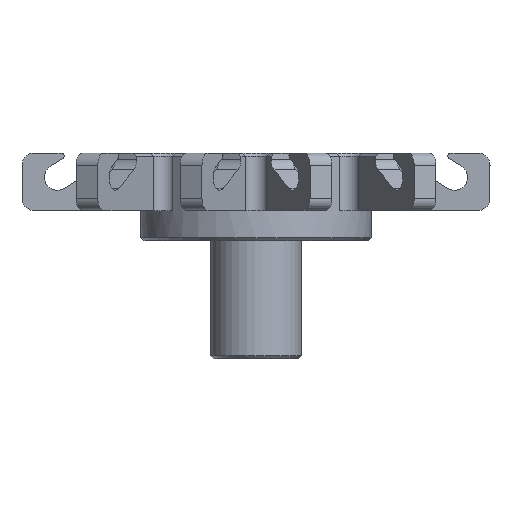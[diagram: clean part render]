
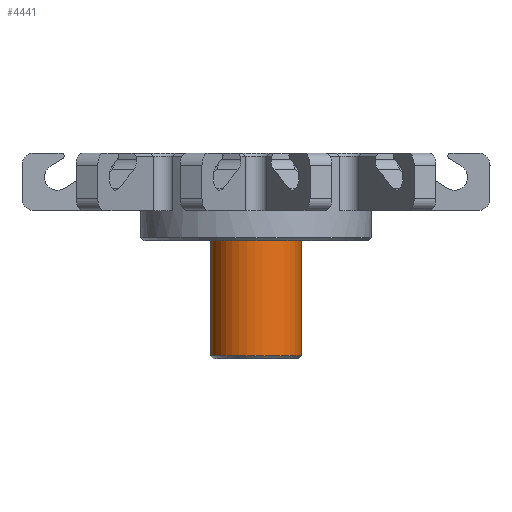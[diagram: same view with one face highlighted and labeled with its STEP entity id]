
A CAD part, front view. The second image highlights one B-rep face of the part: STEP entity #4441.
In plain terms, the highlighted cylindrical face has radius 7.5 mm (diameter 15 mm), a full revolution.
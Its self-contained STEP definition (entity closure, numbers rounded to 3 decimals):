
#29=CYLINDRICAL_SURFACE('',#4857,7.5);
#331=FACE_OUTER_BOUND('',#581,.T.);
#581=EDGE_LOOP('',(#3580,#3581,#3582,#3583,#3584));
#994=LINE('',#7297,#1443);
#1443=VECTOR('',#5839,7.5);
#1638=CIRCLE('',#4613,7.5);
#1785=CIRCLE('',#4850,7.5);
#1786=CIRCLE('',#4851,7.5);
#1863=VERTEX_POINT('',#6480);
#2168=VERTEX_POINT('',#7274);
#2169=VERTEX_POINT('',#7276);
#2301=EDGE_CURVE('',#1863,#1863,#1638,.T.);
#2701=EDGE_CURVE('',#2168,#2169,#1785,.T.);
#2702=EDGE_CURVE('',#2169,#2168,#1786,.T.);
#2711=EDGE_CURVE('',#2169,#1863,#994,.T.);
#3580=ORIENTED_EDGE('',*,*,#2701,.F.);
#3581=ORIENTED_EDGE('',*,*,#2702,.F.);
#3582=ORIENTED_EDGE('',*,*,#2711,.T.);
#3583=ORIENTED_EDGE('',*,*,#2301,.T.);
#3584=ORIENTED_EDGE('',*,*,#2711,.F.);
#4441=ADVANCED_FACE('',(#331),#29,.T.);
#4613=AXIS2_PLACEMENT_3D('',#6481,#5092,#5093);
#4850=AXIS2_PLACEMENT_3D('',#7277,#5819,#5820);
#4851=AXIS2_PLACEMENT_3D('',#7278,#5821,#5822);
#4857=AXIS2_PLACEMENT_3D('',#7296,#5837,#5838);
#5092=DIRECTION('center_axis',(0.,0.,
-1.));
#5093=DIRECTION('ref_axis',(-0.751,0.66,0.));
#5819=DIRECTION('center_axis',(0.,0.,
-1.));
#5820=DIRECTION('ref_axis',(0.751,-0.66,0.));
#5821=DIRECTION('center_axis',(0.,0.,
-1.));
#5822=DIRECTION('ref_axis',(0.751,-0.66,0.));
#5837=DIRECTION('center_axis',(0.,0.,
1.));
#5838=DIRECTION('ref_axis',(-0.751,0.66,0.));
#5839=DIRECTION('',(0.,0.,1.));
#6480=CARTESIAN_POINT('',(88.681,120.939,4.5));
#6481=CARTESIAN_POINT('Origin',(83.049,125.891,4.5));
#7274=CARTESIAN_POINT('',(77.417,130.844,-14.5));
#7276=CARTESIAN_POINT('',(88.681,120.939,-14.5));
#7277=CARTESIAN_POINT('Origin',(83.049,125.891,-14.5));
#7278=CARTESIAN_POINT('Origin',(83.049,125.891,-14.5));
#7296=CARTESIAN_POINT('Origin',(83.049,125.891,5.));
#7297=CARTESIAN_POINT('',(88.681,120.939,5.));
